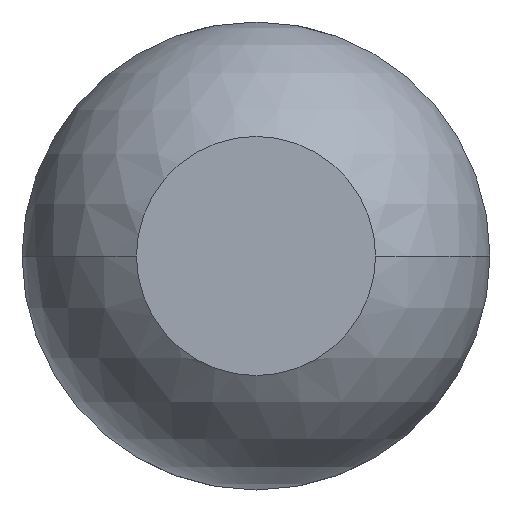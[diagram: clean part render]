
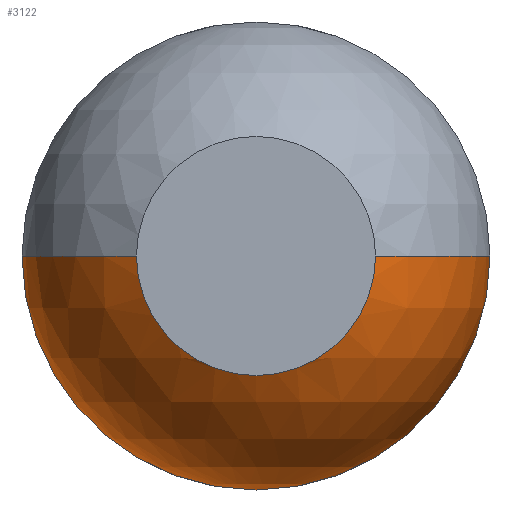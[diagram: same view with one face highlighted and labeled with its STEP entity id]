
A CAD part, front view. The second image highlights one B-rep face of the part: STEP entity #3122.
In plain terms, the highlighted spherical face has radius 0.685 mm.
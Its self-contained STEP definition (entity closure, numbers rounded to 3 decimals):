
#22 = EDGE_CURVE ( 'NONE', #835, #3251, #2716, .T. ) ;
#42 = ORIENTED_EDGE ( 'NONE', *, *, #658, .F. ) ;
#114 = AXIS2_PLACEMENT_3D ( 'NONE', #2958, #1999, #1305 ) ;
#287 = DIRECTION ( 'NONE',  ( -1., 0., 0. ) ) ;
#299 = CARTESIAN_POINT ( 'NONE',  ( 0., -29.411, -0.685 ) ) ;
#326 = AXIS2_PLACEMENT_3D ( 'NONE', #636, #2292, #287 ) ;
#476 = CIRCLE ( 'NONE', #2942, 0.685 ) ;
#592 = DIRECTION ( 'NONE',  ( 0., 0., 1. ) ) ;
#635 = ORIENTED_EDGE ( 'NONE', *, *, #22, .F. ) ;
#636 = CARTESIAN_POINT ( 'NONE',  ( 0., -29.411, 0. ) ) ;
#658 = EDGE_CURVE ( 'Defeature ausgef�hrt1_10+Defeature ausgef�hrt1_4+Defeature ausgef�hrt1_4+Defeature ausgef�hrt1_4', #1461, #835, #1092, .T. ) ;
#725 = EDGE_LOOP ( 'NONE', ( #2254, #4313, #3509, #2759, #635, #42 ) ) ;
#735 = CARTESIAN_POINT ( 'NONE',  ( 0., -29.411, 0. ) ) ;
#835 = VERTEX_POINT ( 'NONE', #1559 ) ;
#1015 = SPHERICAL_SURFACE ( 'NONE', #1355, 0.685 ) ;
#1062 = DIRECTION ( 'NONE',  ( 0., 0., 1. ) ) ;
#1069 = CARTESIAN_POINT ( 'NONE',  ( 0., -29.411, 0. ) ) ;
#1092 = CIRCLE ( 'NONE', #3066, 0.35 ) ;
#1211 = CIRCLE ( 'NONE', #326, 0.685 ) ;
#1305 = DIRECTION ( 'NONE',  ( 0., 0., -1. ) ) ;
#1316 = CARTESIAN_POINT ( 'NONE',  ( -0.35, -30., 0. ) ) ;
#1355 = AXIS2_PLACEMENT_3D ( 'NONE', #3254, #4174, #2266 ) ;
#1402 = CARTESIAN_POINT ( 'NONE',  ( 0., -30., 0. ) ) ;
#1433 = DIRECTION ( 'NONE',  ( 0., 1., 0. ) ) ;
#1461 = VERTEX_POINT ( 'NONE', #3876 ) ;
#1559 = CARTESIAN_POINT ( 'NONE',  ( 0.35, -30., 0. ) ) ;
#1676 = AXIS2_PLACEMENT_3D ( 'NONE', #1069, #3075, #2732 ) ;
#1929 = CARTESIAN_POINT ( 'NONE',  ( 0., -29.411, 0. ) ) ;
#1999 = DIRECTION ( 'NONE',  ( 0., -1., 0. ) ) ;
#2012 = FACE_OUTER_BOUND ( 'NONE', #725, .T. ) ;
#2087 = DIRECTION ( 'NONE',  ( 0., 0., -1. ) ) ;
#2173 = EDGE_CURVE ( 'Defeature ausgef�hrt1_10+Defeature ausgef�hrt1_4+Defeature ausgef�hrt1_4+Defeature ausgef�hrt1_4', #3601, #1461, #3453, .T. ) ;
#2254 = ORIENTED_EDGE ( 'NONE', *, *, #2173, .F. ) ;
#2266 = DIRECTION ( 'NONE',  ( 1., 0., 0. ) ) ;
#2292 = DIRECTION ( 'NONE',  ( 0., 0., -1. ) ) ;
#2325 = CIRCLE ( 'NONE', #1676, 0.685 ) ;
#2655 = CARTESIAN_POINT ( 'NONE',  ( 0.685, -29.411, 0. ) ) ;
#2716 = CIRCLE ( 'NONE', #3232, 0.685 ) ;
#2732 = DIRECTION ( 'NONE',  ( 0., 0., 1. ) ) ;
#2759 = ORIENTED_EDGE ( 'NONE', *, *, #4021, .F. ) ;
#2942 = AXIS2_PLACEMENT_3D ( 'NONE', #735, #1433, #1062 ) ;
#2958 = CARTESIAN_POINT ( 'NONE',  ( 0., -30., 0. ) ) ;
#3066 = AXIS2_PLACEMENT_3D ( 'NONE', #1402, #3728, #2087 ) ;
#3075 = DIRECTION ( 'NONE',  ( 0., 1., 0. ) ) ;
#3122 = ADVANCED_FACE ( 'Defeature ausgef�hrt1_4', ( #2012 ), #1015, .T. ) ;
#3232 = AXIS2_PLACEMENT_3D ( 'NONE', #1929, #592, #4235 ) ;
#3251 = VERTEX_POINT ( 'NONE', #2655 ) ;
#3254 = CARTESIAN_POINT ( 'NONE',  ( 0., -29.411, 0. ) ) ;
#3398 = VERTEX_POINT ( 'NONE', #3407 ) ;
#3407 = CARTESIAN_POINT ( 'NONE',  ( -0.685, -29.411, 0. ) ) ;
#3453 = CIRCLE ( 'NONE', #114, 0.35 ) ;
#3509 = ORIENTED_EDGE ( 'NONE', *, *, #3992, .F. ) ;
#3601 = VERTEX_POINT ( 'NONE', #1316 ) ;
#3668 = VERTEX_POINT ( 'NONE', #299 ) ;
#3728 = DIRECTION ( 'NONE',  ( 0., -1., 0. ) ) ;
#3876 = CARTESIAN_POINT ( 'NONE',  ( 0., -30., -0.35 ) ) ;
#3992 = EDGE_CURVE ( 'Defeature ausgef�hrt1_5+Defeature ausgef�hrt1_4+Defeature ausgef�hrt1_4+Defeature ausgef�hrt1_4', #3668, #3398, #476, .T. ) ;
#4021 = EDGE_CURVE ( 'Defeature ausgef�hrt1_5+Defeature ausgef�hrt1_4+Defeature ausgef�hrt1_4+Defeature ausgef�hrt1_4', #3251, #3668, #2325, .T. ) ;
#4174 = DIRECTION ( 'NONE',  ( 0., 0., -1. ) ) ;
#4235 = DIRECTION ( 'NONE',  ( 1., 0., 0. ) ) ;
#4247 = EDGE_CURVE ( 'NONE', #3601, #3398, #1211, .T. ) ;
#4313 = ORIENTED_EDGE ( 'NONE', *, *, #4247, .T. ) ;
